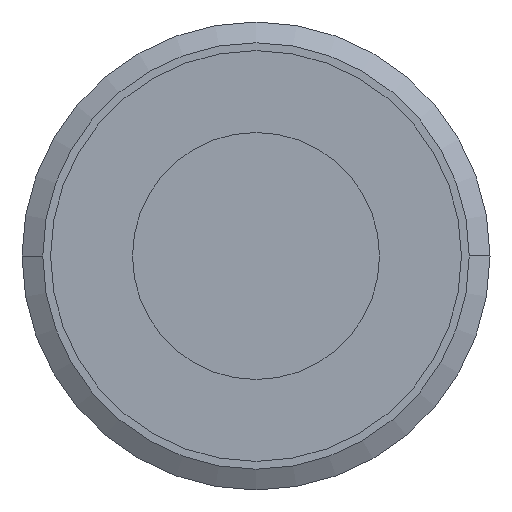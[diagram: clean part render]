
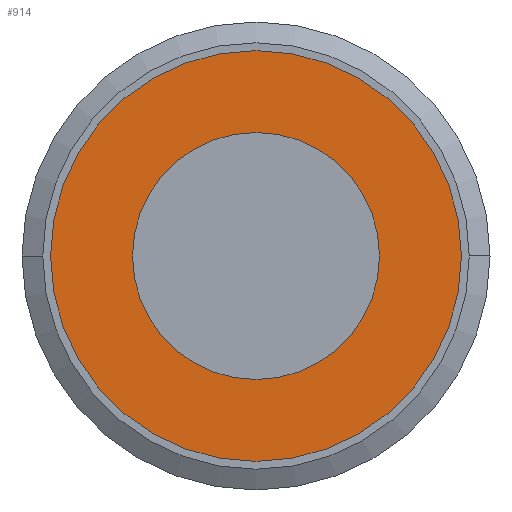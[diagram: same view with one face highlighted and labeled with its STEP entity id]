
A CAD part, left-side view. The second image highlights one B-rep face of the part: STEP entity #914.
In plain terms, the highlighted planar face has unit normal (-1, 0, 0).
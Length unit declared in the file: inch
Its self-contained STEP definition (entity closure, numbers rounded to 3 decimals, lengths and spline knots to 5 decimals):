
#125 = DIRECTION ( 'NONE',  ( 1., 0., 0. ) ) ;
#133 = CIRCLE ( 'NONE', #1650, 0.18701 ) ;
#137 = FACE_OUTER_BOUND ( 'NONE', #702, .T. ) ;
#152 = DIRECTION ( 'NONE',  ( 0., 0., -1. ) ) ;
#217 = ORIENTED_EDGE ( 'NONE', *, *, #968, .F. ) ;
#231 = CIRCLE ( 'NONE', #1016, 0.31102 ) ;
#347 = CARTESIAN_POINT ( 'NONE',  ( -0.03937, 0., 0. ) ) ;
#475 = EDGE_LOOP ( 'NONE', ( #2092, #1966 ) ) ;
#538 = CARTESIAN_POINT ( 'NONE',  ( -0.03937, 0., 0. ) ) ;
#571 = DIRECTION ( 'NONE',  ( 0., 0., 1. ) ) ;
#578 = CARTESIAN_POINT ( 'NONE',  ( -0.03937, 0., 0.31102 ) ) ;
#619 = CIRCLE ( 'NONE', #1972, 0.31102 ) ;
#667 = VERTEX_POINT ( 'NONE', #691 ) ;
#691 = CARTESIAN_POINT ( 'NONE',  ( -0.03937, 0., -0.18701 ) ) ;
#702 = EDGE_LOOP ( 'NONE', ( #217, #2329 ) ) ;
#760 = EDGE_CURVE ( 'NONE', #667, #2538, #133, .T. ) ;
#914 = ADVANCED_FACE ( 'NONE', ( #137, #2466 ), #2010, .T. ) ;
#952 = DIRECTION ( 'NONE',  ( 0., 0., 1. ) ) ;
#968 = EDGE_CURVE ( 'NONE', #1306, #1108, #231, .T. ) ;
#1006 = CIRCLE ( 'NONE', #1831, 0.18701 ) ;
#1016 = AXIS2_PLACEMENT_3D ( 'NONE', #2484, #1201, #152 ) ;
#1108 = VERTEX_POINT ( 'NONE', #578 ) ;
#1201 = DIRECTION ( 'NONE',  ( 1., 0., 0. ) ) ;
#1202 = CARTESIAN_POINT ( 'NONE',  ( -0.03937, 0., 0. ) ) ;
#1306 = VERTEX_POINT ( 'NONE', #1585 ) ;
#1426 = CARTESIAN_POINT ( 'NONE',  ( -0.03937, 0., 0.18701 ) ) ;
#1554 = AXIS2_PLACEMENT_3D ( 'NONE', #538, #2650, #2436 ) ;
#1585 = CARTESIAN_POINT ( 'NONE',  ( -0.03937, 0., -0.31102 ) ) ;
#1650 = AXIS2_PLACEMENT_3D ( 'NONE', #1849, #125, #571 ) ;
#1831 = AXIS2_PLACEMENT_3D ( 'NONE', #347, #2654, #952 ) ;
#1849 = CARTESIAN_POINT ( 'NONE',  ( -0.03937, 0., 0. ) ) ;
#1860 = DIRECTION ( 'NONE',  ( 0., 0., -1. ) ) ;
#1966 = ORIENTED_EDGE ( 'NONE', *, *, #760, .T. ) ;
#1972 = AXIS2_PLACEMENT_3D ( 'NONE', #1202, #2524, #1860 ) ;
#2010 = PLANE ( 'NONE',  #1554 ) ;
#2092 = ORIENTED_EDGE ( 'NONE', *, *, #2422, .T. ) ;
#2329 = ORIENTED_EDGE ( 'NONE', *, *, #2483, .F. ) ;
#2422 = EDGE_CURVE ( 'NONE', #2538, #667, #1006, .T. ) ;
#2436 = DIRECTION ( 'NONE',  ( 0., 0., 1. ) ) ;
#2466 = FACE_BOUND ( 'NONE', #475, .T. ) ;
#2483 = EDGE_CURVE ( 'NONE', #1108, #1306, #619, .T. ) ;
#2484 = CARTESIAN_POINT ( 'NONE',  ( -0.03937, 0., 0. ) ) ;
#2524 = DIRECTION ( 'NONE',  ( 1., 0., 0. ) ) ;
#2538 = VERTEX_POINT ( 'NONE', #1426 ) ;
#2650 = DIRECTION ( 'NONE',  ( -1., 0., 0. ) ) ;
#2654 = DIRECTION ( 'NONE',  ( 1., 0., 0. ) ) ;
